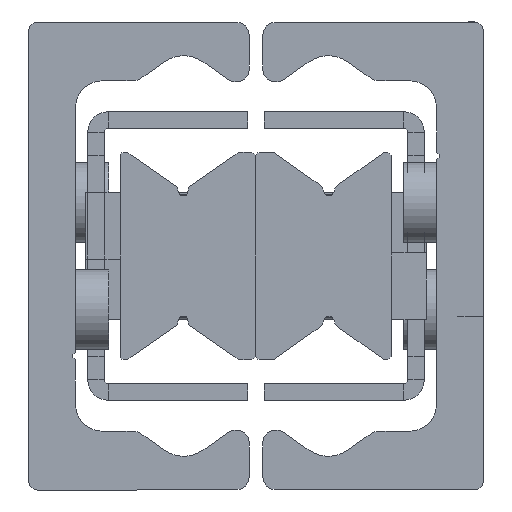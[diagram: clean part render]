
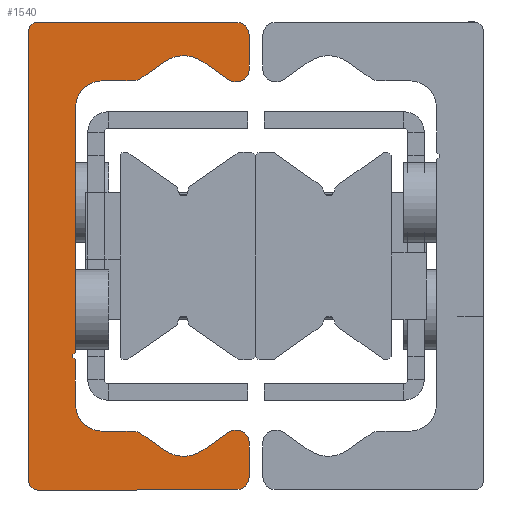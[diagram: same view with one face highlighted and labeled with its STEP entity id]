
A CAD part, left-side view. The second image highlights one B-rep face of the part: STEP entity #1540.
In plain terms, the highlighted planar face has unit normal (-1, 0, 0).
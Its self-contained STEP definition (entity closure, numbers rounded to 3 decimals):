
#619=CARTESIAN_POINT('',(0.0,7.6,-17.5));
#620=VERTEX_POINT('',#619);
#627=CARTESIAN_POINT('',(0.0,8.25,-16.85));
#628=VERTEX_POINT('',#627);
#629=CARTESIAN_POINT('',(0.0,7.6,-16.85));
#630=DIRECTION('',(1.0,0.0,0.0));
#631=DIRECTION('',(0.0,0.0,-1.0));
#632=AXIS2_PLACEMENT_3D('',#629,#630,#631);
#633=CIRCLE('',#632,0.65);
#634=EDGE_CURVE('',#620,#628,#633,.T.);
#658=CARTESIAN_POINT('',(0.0,-7.25,-17.5));
#659=VERTEX_POINT('',#658);
#666=CARTESIAN_POINT('',(0.0,-7.25,-17.5));
#667=DIRECTION('',(0.0,1.0,0.0));
#668=VECTOR('',#667,14.85);
#669=LINE('',#666,#668);
#670=EDGE_CURVE('',#659,#620,#669,.T.);
#690=CARTESIAN_POINT('',(0.0,-8.25,-16.5));
#691=VERTEX_POINT('',#690);
#698=CARTESIAN_POINT('',(0.0,-7.25,-16.5));
#699=DIRECTION('',(1.0,0.0,0.0));
#700=DIRECTION('',(0.0,-1.0,0.0));
#701=AXIS2_PLACEMENT_3D('',#698,#699,#700);
#702=CIRCLE('',#701,1.);
#703=EDGE_CURVE('',#691,#659,#702,.T.);
#722=CARTESIAN_POINT('',(0.0,-8.25,-13.98));
#723=VERTEX_POINT('',#722);
#730=CARTESIAN_POINT('',(0.0,-8.25,-13.98));
#731=DIRECTION('',(0.0,0.0,-1.0));
#732=VECTOR('',#731,2.52);
#733=LINE('',#730,#732);
#734=EDGE_CURVE('',#723,#691,#733,.T.);
#754=CARTESIAN_POINT('',(0.0,-6.708,-13.177));
#755=VERTEX_POINT('',#754);
#762=CARTESIAN_POINT('',(0.0,-7.27,-13.98));
#763=DIRECTION('',(1.0,0.0,0.0));
#764=DIRECTION('',(0.0,0.574,0.819));
#765=AXIS2_PLACEMENT_3D('',#762,#763,#764);
#766=CIRCLE('',#765,0.98);
#767=EDGE_CURVE('',#755,#723,#766,.T.);
#786=CARTESIAN_POINT('',(0.0,-4.784,-14.524));
#787=VERTEX_POINT('',#786);
#794=CARTESIAN_POINT('',(0.0,-4.784,-14.524));
#795=DIRECTION('',(0.0,-0.819,0.574));
#796=VECTOR('',#795,2.349);
#797=LINE('',#794,#796);
#798=EDGE_CURVE('',#787,#755,#797,.T.);
#818=CARTESIAN_POINT('',(0.0,-1.916,-14.524));
#819=VERTEX_POINT('',#818);
#826=CARTESIAN_POINT('',(0.0,-3.35,-12.477));
#827=DIRECTION('',(-1.0,0.0,0.0));
#828=DIRECTION('',(0.0,0.574,0.819));
#829=AXIS2_PLACEMENT_3D('',#826,#827,#828);
#830=CIRCLE('',#829,2.5);
#831=EDGE_CURVE('',#819,#787,#830,.T.);
#850=CARTESIAN_POINT('',(0.0,-0.14,-13.281));
#851=VERTEX_POINT('',#850);
#858=CARTESIAN_POINT('',(0.0,-0.14,-13.281));
#859=DIRECTION('',(0.0,-0.819,-0.574));
#860=VECTOR('',#859,2.168);
#861=LINE('',#858,#860);
#862=EDGE_CURVE('',#851,#819,#861,.T.);
#882=CARTESIAN_POINT('',(0.0,0.433,-13.1));
#883=VERTEX_POINT('',#882);
#890=CARTESIAN_POINT('',(0.0,0.433,-14.1));
#891=DIRECTION('',(1.0,0.0,0.0));
#892=DIRECTION('',(0.0,0.0,1.0));
#893=AXIS2_PLACEMENT_3D('',#890,#891,#892);
#894=CIRCLE('',#893,1.);
#895=EDGE_CURVE('',#883,#851,#894,.T.);
#914=CARTESIAN_POINT('',(0.0,2.75,-13.1));
#915=VERTEX_POINT('',#914);
#922=CARTESIAN_POINT('',(0.0,2.75,-13.1));
#923=DIRECTION('',(0.0,-1.0,0.0));
#924=VECTOR('',#923,2.317);
#925=LINE('',#922,#924);
#926=EDGE_CURVE('',#915,#883,#925,.T.);
#946=CARTESIAN_POINT('',(0.0,4.75,-11.1));
#947=VERTEX_POINT('',#946);
#954=CARTESIAN_POINT('',(0.0,2.75,-11.1));
#955=DIRECTION('',(-1.0,0.0,0.0));
#956=DIRECTION('',(0.0,0.0,1.0));
#957=AXIS2_PLACEMENT_3D('',#954,#955,#956);
#958=CIRCLE('',#957,2.0);
#959=EDGE_CURVE('',#947,#915,#958,.T.);
#978=CARTESIAN_POINT('',(0.0,4.75,-7.75));
#979=VERTEX_POINT('',#978);
#986=CARTESIAN_POINT('',(0.0,4.75,-7.75));
#987=DIRECTION('',(0.0,0.0,-1.0));
#988=VECTOR('',#987,3.35);
#989=LINE('',#986,#988);
#990=EDGE_CURVE('',#979,#947,#989,.T.);
#1010=CARTESIAN_POINT('',(0.0,4.75,-7.25));
#1011=VERTEX_POINT('',#1010);
#1018=CARTESIAN_POINT('',(0.0,4.75,-7.5));
#1019=DIRECTION('',(-1.0,0.0,0.0));
#1020=DIRECTION('',(0.0,0.0,1.0));
#1021=AXIS2_PLACEMENT_3D('',#1018,#1019,#1020);
#1022=CIRCLE('',#1021,0.25);
#1023=EDGE_CURVE('',#1011,#979,#1022,.T.);
#1042=CARTESIAN_POINT('',(0.0,4.75,11.1));
#1043=VERTEX_POINT('',#1042);
#1050=CARTESIAN_POINT('',(0.0,4.75,11.1));
#1051=DIRECTION('',(0.0,0.0,-1.0));
#1052=VECTOR('',#1051,18.35);
#1053=LINE('',#1050,#1052);
#1054=EDGE_CURVE('',#1043,#1011,#1053,.T.);
#1110=CARTESIAN_POINT('',(0.0,2.75,13.1));
#1111=VERTEX_POINT('',#1110);
#1118=CARTESIAN_POINT('',(0.0,2.75,11.1));
#1119=DIRECTION('',(-1.0,0.0,0.0));
#1120=DIRECTION('',(0.0,-1.0,0.0));
#1121=AXIS2_PLACEMENT_3D('',#1118,#1119,#1120);
#1122=CIRCLE('',#1121,2.0);
#1123=EDGE_CURVE('',#1111,#1043,#1122,.T.);
#1142=CARTESIAN_POINT('',(0.0,0.433,13.1));
#1143=VERTEX_POINT('',#1142);
#1150=CARTESIAN_POINT('',(0.0,0.433,13.1));
#1151=DIRECTION('',(0.0,1.0,0.0));
#1152=VECTOR('',#1151,2.317);
#1153=LINE('',#1150,#1152);
#1154=EDGE_CURVE('',#1143,#1111,#1153,.T.);
#1174=CARTESIAN_POINT('',(0.0,-0.14,13.281));
#1175=VERTEX_POINT('',#1174);
#1182=CARTESIAN_POINT('',(0.0,0.433,14.1));
#1183=DIRECTION('',(1.0,0.0,0.0));
#1184=DIRECTION('',(0.0,-0.574,-0.819));
#1185=AXIS2_PLACEMENT_3D('',#1182,#1183,#1184);
#1186=CIRCLE('',#1185,1.);
#1187=EDGE_CURVE('',#1175,#1143,#1186,.T.);
#1206=CARTESIAN_POINT('',(0.0,-1.916,14.524));
#1207=VERTEX_POINT('',#1206);
#1214=CARTESIAN_POINT('',(0.0,-1.916,14.524));
#1215=DIRECTION('',(0.0,0.819,-0.574));
#1216=VECTOR('',#1215,2.168);
#1217=LINE('',#1214,#1216);
#1218=EDGE_CURVE('',#1207,#1175,#1217,.T.);
#1238=CARTESIAN_POINT('',(0.0,-4.784,14.524));
#1239=VERTEX_POINT('',#1238);
#1246=CARTESIAN_POINT('',(0.0,-3.35,12.477));
#1247=DIRECTION('',(-1.0,0.0,0.0));
#1248=DIRECTION('',(0.0,-0.574,-0.819));
#1249=AXIS2_PLACEMENT_3D('',#1246,#1247,#1248);
#1250=CIRCLE('',#1249,2.5);
#1251=EDGE_CURVE('',#1239,#1207,#1250,.T.);
#1270=CARTESIAN_POINT('',(0.0,-6.708,13.177));
#1271=VERTEX_POINT('',#1270);
#1278=CARTESIAN_POINT('',(0.0,-6.708,13.177));
#1279=DIRECTION('',(0.0,0.819,0.574));
#1280=VECTOR('',#1279,2.349);
#1281=LINE('',#1278,#1280);
#1282=EDGE_CURVE('',#1271,#1239,#1281,.T.);
#1302=CARTESIAN_POINT('',(0.0,-8.25,13.98));
#1303=VERTEX_POINT('',#1302);
#1310=CARTESIAN_POINT('',(0.0,-7.27,13.98));
#1311=DIRECTION('',(1.0,0.0,0.0));
#1312=DIRECTION('',(0.0,-1.0,0.0));
#1313=AXIS2_PLACEMENT_3D('',#1310,#1311,#1312);
#1314=CIRCLE('',#1313,0.98);
#1315=EDGE_CURVE('',#1303,#1271,#1314,.T.);
#1334=CARTESIAN_POINT('',(0.0,-8.25,16.5));
#1335=VERTEX_POINT('',#1334);
#1342=CARTESIAN_POINT('',(0.0,-8.25,16.5));
#1343=DIRECTION('',(0.0,0.0,-1.0));
#1344=VECTOR('',#1343,2.52);
#1345=LINE('',#1342,#1344);
#1346=EDGE_CURVE('',#1335,#1303,#1345,.T.);
#1366=CARTESIAN_POINT('',(0.0,-7.25,17.5));
#1367=VERTEX_POINT('',#1366);
#1374=CARTESIAN_POINT('',(0.0,-7.25,16.5));
#1375=DIRECTION('',(1.0,0.0,0.0));
#1376=DIRECTION('',(0.0,0.0,1.0));
#1377=AXIS2_PLACEMENT_3D('',#1374,#1375,#1376);
#1378=CIRCLE('',#1377,1.);
#1379=EDGE_CURVE('',#1367,#1335,#1378,.T.);
#1398=CARTESIAN_POINT('',(0.0,7.6,17.5));
#1399=VERTEX_POINT('',#1398);
#1406=CARTESIAN_POINT('',(0.0,7.6,17.5));
#1407=DIRECTION('',(0.0,-1.0,0.0));
#1408=VECTOR('',#1407,14.85);
#1409=LINE('',#1406,#1408);
#1410=EDGE_CURVE('',#1399,#1367,#1409,.T.);
#1430=CARTESIAN_POINT('',(0.0,8.25,16.85));
#1431=VERTEX_POINT('',#1430);
#1438=CARTESIAN_POINT('',(0.0,7.6,16.85));
#1439=DIRECTION('',(1.0,0.0,0.0));
#1440=DIRECTION('',(0.0,1.0,0.0));
#1441=AXIS2_PLACEMENT_3D('',#1438,#1439,#1440);
#1442=CIRCLE('',#1441,0.65);
#1443=EDGE_CURVE('',#1431,#1399,#1442,.T.);
#1461=CARTESIAN_POINT('',(0.0,8.25,-16.85));
#1462=DIRECTION('',(0.0,0.0,1.0));
#1463=VECTOR('',#1462,33.7);
#1464=LINE('',#1461,#1463);
#1465=EDGE_CURVE('',#628,#1431,#1464,.T.);
#1507=CARTESIAN_POINT('',(0.0,2.258,-0.017));
#1508=DIRECTION('',(1.0,0.0,0.0));
#1509=DIRECTION('',(0.0,0.0,-1.0));
#1510=AXIS2_PLACEMENT_3D('',#1507,#1508,#1509);
#1511=PLANE('',#1510);
#1512=ORIENTED_EDGE('',*,*,#1465,.F.);
#1513=ORIENTED_EDGE('',*,*,#634,.F.);
#1514=ORIENTED_EDGE('',*,*,#670,.F.);
#1515=ORIENTED_EDGE('',*,*,#703,.F.);
#1516=ORIENTED_EDGE('',*,*,#734,.F.);
#1517=ORIENTED_EDGE('',*,*,#767,.F.);
#1518=ORIENTED_EDGE('',*,*,#798,.F.);
#1519=ORIENTED_EDGE('',*,*,#831,.F.);
#1520=ORIENTED_EDGE('',*,*,#862,.F.);
#1521=ORIENTED_EDGE('',*,*,#895,.F.);
#1522=ORIENTED_EDGE('',*,*,#926,.F.);
#1523=ORIENTED_EDGE('',*,*,#959,.F.);
#1524=ORIENTED_EDGE('',*,*,#990,.F.);
#1525=ORIENTED_EDGE('',*,*,#1023,.F.);
#1526=ORIENTED_EDGE('',*,*,#1054,.F.);
#1527=ORIENTED_EDGE('',*,*,#1123,.F.);
#1528=ORIENTED_EDGE('',*,*,#1154,.F.);
#1529=ORIENTED_EDGE('',*,*,#1187,.F.);
#1530=ORIENTED_EDGE('',*,*,#1218,.F.);
#1531=ORIENTED_EDGE('',*,*,#1251,.F.);
#1532=ORIENTED_EDGE('',*,*,#1282,.F.);
#1533=ORIENTED_EDGE('',*,*,#1315,.F.);
#1534=ORIENTED_EDGE('',*,*,#1346,.F.);
#1535=ORIENTED_EDGE('',*,*,#1379,.F.);
#1536=ORIENTED_EDGE('',*,*,#1410,.F.);
#1537=ORIENTED_EDGE('',*,*,#1443,.F.);
#1538=EDGE_LOOP('',(#1512,#1513,#1514,#1515,#1516,#1517,#1518,#1519,#1520,#1521,#1522,#1523,#1524,#1525,#1526,#1527,#1528,#1529,#1530,#1531,#1532,#1533,#1534,#1535,#1536,#1537));
#1539=FACE_OUTER_BOUND('',#1538,.T.);
#1540=ADVANCED_FACE('',(#1539),#1511,.F.);
